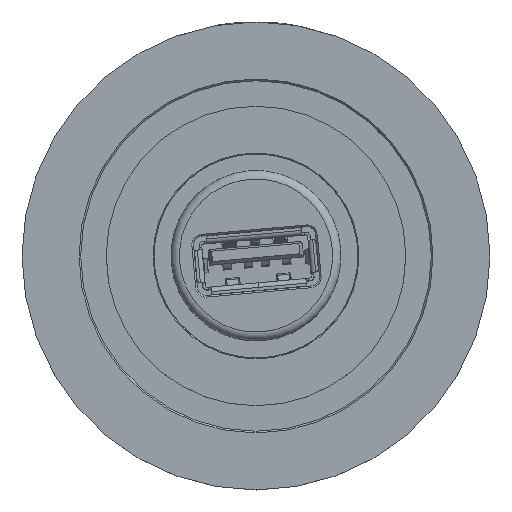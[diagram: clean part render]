
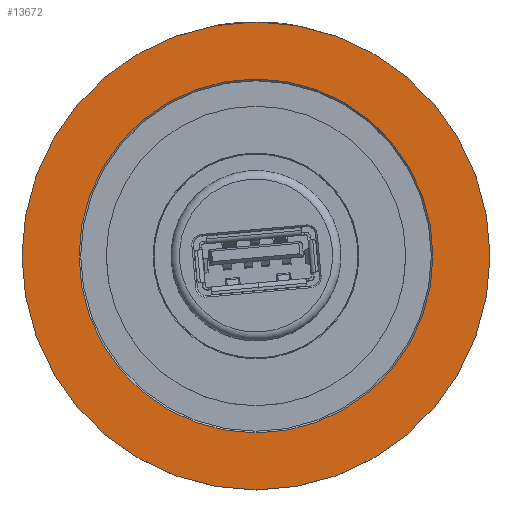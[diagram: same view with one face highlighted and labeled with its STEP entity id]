
A CAD part, top view. The second image highlights one B-rep face of the part: STEP entity #13672.
In plain terms, the highlighted planar face has unit normal (0, 0, 1).
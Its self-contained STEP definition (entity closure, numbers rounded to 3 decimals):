
#359 = VERTEX_POINT ( 'NONE', #8622 ) ;
#421 = EDGE_CURVE ( 'NONE', #359, #359, #8664, .T. ) ;
#982 = ORIENTED_EDGE ( 'NONE', *, *, #24387, .F. ) ;
#1194 = CARTESIAN_POINT ( 'NONE',  ( 0., 0., 0. ) ) ;
#2282 = EDGE_LOOP ( 'NONE', ( #21009 ) ) ;
#2383 = CIRCLE ( 'NONE', #6351, 27.5 ) ;
#2554 = CARTESIAN_POINT ( 'NONE',  ( 0., 0., 0. ) ) ;
#2686 = DIRECTION ( 'NONE',  ( 0., 0., -1. ) ) ;
#3820 = AXIS2_PLACEMENT_3D ( 'NONE', #2554, #14075, #8149 ) ;
#5341 = DIRECTION ( 'NONE',  ( 0., 0., -1. ) ) ;
#6289 = PLANE ( 'NONE',  #3820 ) ;
#6351 = AXIS2_PLACEMENT_3D ( 'NONE', #7816, #5341, #12887 ) ;
#7816 = CARTESIAN_POINT ( 'NONE',  ( 0., 0., 0. ) ) ;
#8149 = DIRECTION ( 'NONE',  ( -1., 0., 0. ) ) ;
#8622 = CARTESIAN_POINT ( 'NONE',  ( -20.8, 0., 0. ) ) ;
#8664 = CIRCLE ( 'NONE', #22051, 20.8 ) ;
#9192 = EDGE_LOOP ( 'NONE', ( #982 ) ) ;
#12887 = DIRECTION ( 'NONE',  ( -1., 0., 0. ) ) ;
#13672 = ADVANCED_FACE ( 'NONE', ( #21107, #19258 ), #6289, .F. ) ;
#14075 = DIRECTION ( 'NONE',  ( 0., 0., -1. ) ) ;
#17901 = DIRECTION ( 'NONE',  ( -1., 0., 0. ) ) ;
#19258 = FACE_OUTER_BOUND ( 'NONE', #9192, .T. ) ;
#21009 = ORIENTED_EDGE ( 'NONE', *, *, #421, .T. ) ;
#21107 = FACE_BOUND ( 'NONE', #2282, .T. ) ;
#22051 = AXIS2_PLACEMENT_3D ( 'NONE', #1194, #2686, #17901 ) ;
#23766 = VERTEX_POINT ( 'NONE', #23886 ) ;
#23886 = CARTESIAN_POINT ( 'NONE',  ( -27.5, 0., 0. ) ) ;
#24387 = EDGE_CURVE ( 'NONE', #23766, #23766, #2383, .T. ) ;
